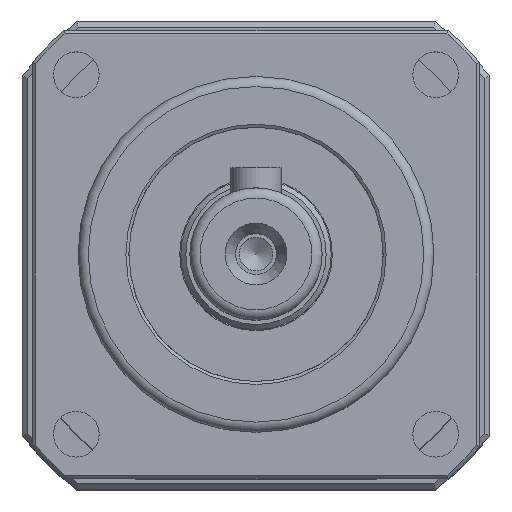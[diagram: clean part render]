
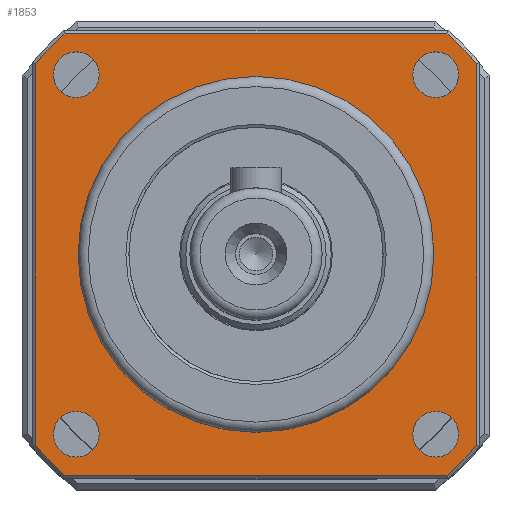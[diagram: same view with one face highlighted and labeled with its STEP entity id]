
A CAD part, top view. The second image highlights one B-rep face of the part: STEP entity #1853.
In plain terms, the highlighted planar face has unit normal (0, 0, 1).
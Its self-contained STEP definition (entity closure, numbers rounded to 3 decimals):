
#347=CARTESIAN_POINT('',(-15.428,17.678,0.0));
#348=VERTEX_POINT('',#347);
#349=CARTESIAN_POINT('',(-17.678,17.678,0.0));
#350=DIRECTION('',(0.0,0.0,1.0));
#351=DIRECTION('',(1.0,0.0,0.0));
#352=AXIS2_PLACEMENT_3D('',#349,#350,#351);
#353=CIRCLE('',#352,2.25);
#354=EDGE_CURVE('',#348,#348,#353,.T.);
#375=CARTESIAN_POINT('',(-15.428,-17.678,0.0));
#376=VERTEX_POINT('',#375);
#377=CARTESIAN_POINT('',(-17.678,-17.678,0.0));
#378=DIRECTION('',(0.0,0.0,1.0));
#379=DIRECTION('',(1.0,0.0,0.0));
#380=AXIS2_PLACEMENT_3D('',#377,#378,#379);
#381=CIRCLE('',#380,2.25);
#382=EDGE_CURVE('',#376,#376,#381,.T.);
#403=CARTESIAN_POINT('',(19.928,-17.678,0.0));
#404=VERTEX_POINT('',#403);
#405=CARTESIAN_POINT('',(17.678,-17.678,0.0));
#406=DIRECTION('',(0.0,0.0,1.0));
#407=DIRECTION('',(1.0,0.0,0.0));
#408=AXIS2_PLACEMENT_3D('',#405,#406,#407);
#409=CIRCLE('',#408,2.25);
#410=EDGE_CURVE('',#404,#404,#409,.T.);
#431=CARTESIAN_POINT('',(19.928,17.678,0.0));
#432=VERTEX_POINT('',#431);
#433=CARTESIAN_POINT('',(17.678,17.678,0.0));
#434=DIRECTION('',(0.0,0.0,1.0));
#435=DIRECTION('',(1.0,0.0,0.0));
#436=AXIS2_PLACEMENT_3D('',#433,#434,#435);
#437=CIRCLE('',#436,2.25);
#438=EDGE_CURVE('',#432,#432,#437,.T.);
#451=CARTESIAN_POINT('',(-17.5,0.0,0.0));
#452=VERTEX_POINT('',#451);
#453=CARTESIAN_POINT('',(0.0,0.0,0.0));
#454=DIRECTION('',(0.0,0.0,1.0));
#455=DIRECTION('',(1.0,0.0,0.0));
#456=AXIS2_PLACEMENT_3D('',#453,#454,#455);
#457=CIRCLE('',#456,17.5);
#458=EDGE_CURVE('',#452,#452,#457,.T.);
#1763=CARTESIAN_POINT('',(22.0,-22.,0.0));
#1764=DIRECTION('',(0.0,0.0,1.0));
#1765=DIRECTION('',(1.0,0.0,0.0));
#1766=AXIS2_PLACEMENT_3D('',#1763,#1764,#1765);
#1767=PLANE('',#1766);
#1768=CARTESIAN_POINT('',(-18.783,-21.7,0.0));
#1769=VERTEX_POINT('',#1768);
#1770=CARTESIAN_POINT('',(18.783,-21.7,0.0));
#1771=VERTEX_POINT('',#1770);
#1772=CARTESIAN_POINT('',(-18.783,-21.7,0.0));
#1773=DIRECTION('',(1.0,0.0,0.0));
#1774=VECTOR('',#1773,37.566);
#1775=LINE('',#1772,#1774);
#1776=EDGE_CURVE('',#1769,#1771,#1775,.T.);
#1777=ORIENTED_EDGE('',*,*,#1776,.T.);
#1778=CARTESIAN_POINT('',(21.7,-18.783,0.0));
#1779=VERTEX_POINT('',#1778);
#1780=CARTESIAN_POINT('',(0.0,0.0,0.0));
#1781=DIRECTION('',(0.0,0.0,1.0));
#1782=DIRECTION('',(1.0,0.0,0.0));
#1783=AXIS2_PLACEMENT_3D('',#1780,#1781,#1782);
#1784=CIRCLE('',#1783,28.7);
#1785=EDGE_CURVE('',#1771,#1779,#1784,.T.);
#1786=ORIENTED_EDGE('',*,*,#1785,.T.);
#1787=CARTESIAN_POINT('',(21.7,18.783,0.0));
#1788=VERTEX_POINT('',#1787);
#1789=CARTESIAN_POINT('',(21.7,-18.783,0.0));
#1790=DIRECTION('',(0.0,1.0,0.0));
#1791=VECTOR('',#1790,37.566);
#1792=LINE('',#1789,#1791);
#1793=EDGE_CURVE('',#1779,#1788,#1792,.T.);
#1794=ORIENTED_EDGE('',*,*,#1793,.T.);
#1795=CARTESIAN_POINT('',(18.783,21.7,0.0));
#1796=VERTEX_POINT('',#1795);
#1797=CARTESIAN_POINT('',(0.0,0.0,0.0));
#1798=DIRECTION('',(0.0,0.0,1.0));
#1799=DIRECTION('',(1.0,0.0,0.0));
#1800=AXIS2_PLACEMENT_3D('',#1797,#1798,#1799);
#1801=CIRCLE('',#1800,28.7);
#1802=EDGE_CURVE('',#1788,#1796,#1801,.T.);
#1803=ORIENTED_EDGE('',*,*,#1802,.T.);
#1804=CARTESIAN_POINT('',(-18.783,21.7,0.0));
#1805=VERTEX_POINT('',#1804);
#1806=CARTESIAN_POINT('',(18.783,21.7,0.0));
#1807=DIRECTION('',(-1.0,0.0,0.0));
#1808=VECTOR('',#1807,37.566);
#1809=LINE('',#1806,#1808);
#1810=EDGE_CURVE('',#1796,#1805,#1809,.T.);
#1811=ORIENTED_EDGE('',*,*,#1810,.T.);
#1812=CARTESIAN_POINT('',(-21.7,18.783,0.0));
#1813=VERTEX_POINT('',#1812);
#1814=CARTESIAN_POINT('',(0.0,0.0,0.0));
#1815=DIRECTION('',(0.0,0.0,1.0));
#1816=DIRECTION('',(1.0,0.0,0.0));
#1817=AXIS2_PLACEMENT_3D('',#1814,#1815,#1816);
#1818=CIRCLE('',#1817,28.7);
#1819=EDGE_CURVE('',#1805,#1813,#1818,.T.);
#1820=ORIENTED_EDGE('',*,*,#1819,.T.);
#1821=CARTESIAN_POINT('',(-21.7,-18.783,0.0));
#1822=VERTEX_POINT('',#1821);
#1823=CARTESIAN_POINT('',(-21.7,18.783,0.0));
#1824=DIRECTION('',(0.0,-1.0,0.0));
#1825=VECTOR('',#1824,37.566);
#1826=LINE('',#1823,#1825);
#1827=EDGE_CURVE('',#1813,#1822,#1826,.T.);
#1828=ORIENTED_EDGE('',*,*,#1827,.T.);
#1829=CARTESIAN_POINT('',(0.0,0.0,0.0));
#1830=DIRECTION('',(0.0,0.0,1.0));
#1831=DIRECTION('',(1.0,0.0,0.0));
#1832=AXIS2_PLACEMENT_3D('',#1829,#1830,#1831);
#1833=CIRCLE('',#1832,28.7);
#1834=EDGE_CURVE('',#1822,#1769,#1833,.T.);
#1835=ORIENTED_EDGE('',*,*,#1834,.T.);
#1836=EDGE_LOOP('',(#1777,#1786,#1794,#1803,#1811,#1820,#1828,#1835));
#1837=FACE_OUTER_BOUND('',#1836,.T.);
#1838=ORIENTED_EDGE('',*,*,#354,.F.);
#1839=EDGE_LOOP('',(#1838));
#1840=FACE_BOUND('',#1839,.T.);
#1841=ORIENTED_EDGE('',*,*,#382,.F.);
#1842=EDGE_LOOP('',(#1841));
#1843=FACE_BOUND('',#1842,.T.);
#1844=ORIENTED_EDGE('',*,*,#410,.F.);
#1845=EDGE_LOOP('',(#1844));
#1846=FACE_BOUND('',#1845,.T.);
#1847=ORIENTED_EDGE('',*,*,#438,.F.);
#1848=EDGE_LOOP('',(#1847));
#1849=FACE_BOUND('',#1848,.T.);
#1850=ORIENTED_EDGE('',*,*,#458,.F.);
#1851=EDGE_LOOP('',(#1850));
#1852=FACE_BOUND('',#1851,.T.);
#1853=ADVANCED_FACE('',(#1837,#1840,#1843,#1846,#1849,#1852),#1767,.T.);
